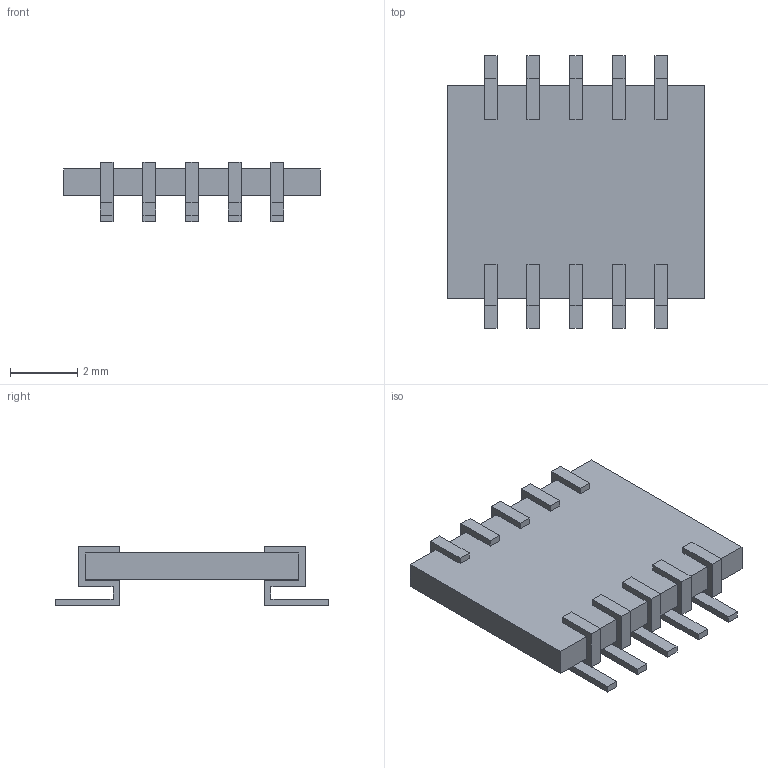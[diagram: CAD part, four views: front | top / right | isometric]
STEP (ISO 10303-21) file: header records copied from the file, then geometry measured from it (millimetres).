
FILE_DESCRIPTION(('FreeCAD Model'),'2;1');
FILE_NAME('Open CASCADE Shape Model','2024-05-09T15:51:31',(''),(''), 'Open CASCADE STEP processor 7.7','FreeCAD','Unknown');
FILE_SCHEMA(('AUTOMOTIVE_DESIGN { 1 0 10303 214 1 1 1 1 }'));
Length unit declared in the file: millimetre
Products named in the file (15): Unnamed; Body_Extrude; Pins; Pins_Side2; Pin_Clone9; Pin_Clone5; Pin_Clone6; Pin_Clone7; Pin_Clone8; Pins_Side1; Pin_Extrude; Pin_Clone1; Pin_Clone2; Pin_Clone3; Pin_Clone4
Assembly tree (14 placements, depth 4):
  Unnamed
    Body_Extrude
    Pins
      Pins_Side2
        Pin_Clone9
        Pin_Clone5
        Pin_Clone6
        Pin_Clone7
        Pin_Clone8
      Pins_Side1
        Pin_Extrude
        Pin_Clone1
        Pin_Clone2
        Pin_Clone3
        Pin_Clone4
Bounding box: 7.62 x 8.12 x 1.78 mm (x, y, z)
Volume: 42.9 mm3; surface area: 185 mm2
Topology: 11 solids, 11 shells, 146 faces, 372 edges, 248 vertices
Faces by surface type: plane 146
Entity records: 4672 total; most frequent: CARTESIAN_POINT 781, ORIENTED_EDGE 744, DIRECTION 694, EDGE_CURVE 372, LINE 372, VECTOR 372, VERTEX_POINT 248, AXIS2_PLACEMENT_3D 161
